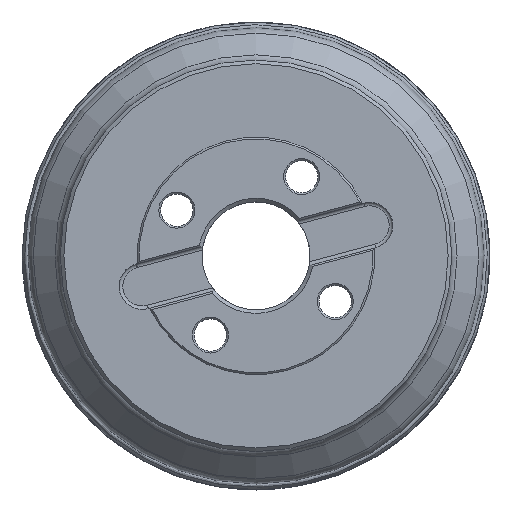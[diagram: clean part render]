
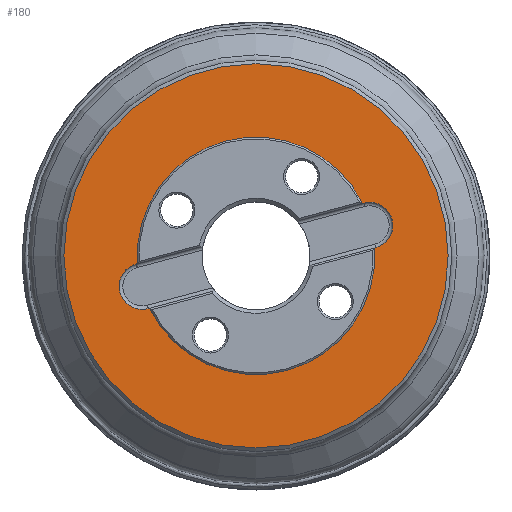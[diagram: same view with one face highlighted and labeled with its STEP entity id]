
A CAD part, top view. The second image highlights one B-rep face of the part: STEP entity #180.
In plain terms, the highlighted planar face has unit normal (0, 0, 1).
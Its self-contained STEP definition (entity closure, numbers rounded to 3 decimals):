
#87=PLANE('',#1168);
#180=ADVANCED_FACE('',(#367,#368),#87,.T.);
#281=LINE('',#1755,#315);
#282=LINE('',#1759,#316);
#283=LINE('',#1763,#317);
#284=LINE('',#1767,#318);
#315=VECTOR('',#1366,1.);
#316=VECTOR('',#1369,1.);
#317=VECTOR('',#1372,1.);
#318=VECTOR('',#1375,1.);
#367=FACE_BOUND('',#485,.T.);
#368=FACE_BOUND('',#486,.T.);
#485=EDGE_LOOP('',(#642));
#486=EDGE_LOOP('',(#643,#644,#645,#646,#647,#648,#649,#650));
#642=ORIENTED_EDGE('',*,*,#969,.T.);
#643=ORIENTED_EDGE('',*,*,#970,.T.);
#644=ORIENTED_EDGE('',*,*,#971,.T.);
#645=ORIENTED_EDGE('',*,*,#972,.T.);
#646=ORIENTED_EDGE('',*,*,#973,.T.);
#647=ORIENTED_EDGE('',*,*,#974,.T.);
#648=ORIENTED_EDGE('',*,*,#975,.T.);
#649=ORIENTED_EDGE('',*,*,#976,.T.);
#650=ORIENTED_EDGE('',*,*,#977,.T.);
#872=VERTEX_POINT('',#1751);
#873=VERTEX_POINT('',#1753);
#874=VERTEX_POINT('',#1754);
#875=VERTEX_POINT('',#1756);
#876=VERTEX_POINT('',#1758);
#877=VERTEX_POINT('',#1760);
#878=VERTEX_POINT('',#1762);
#879=VERTEX_POINT('',#1764);
#880=VERTEX_POINT('',#1766);
#969=EDGE_CURVE('',#872,#872,#1084,.T.);
#970=EDGE_CURVE('',#873,#874,#1085,.T.);
#971=EDGE_CURVE('',#874,#875,#281,.T.);
#972=EDGE_CURVE('',#875,#876,#1086,.T.);
#973=EDGE_CURVE('',#876,#877,#282,.T.);
#974=EDGE_CURVE('',#877,#878,#1087,.T.);
#975=EDGE_CURVE('',#878,#879,#283,.T.);
#976=EDGE_CURVE('',#879,#880,#1088,.T.);
#977=EDGE_CURVE('',#880,#873,#284,.T.);
#1084=CIRCLE('',#1163,106.75);
#1085=CIRCLE('',#1164,66.);
#1086=CIRCLE('',#1165,12.85);
#1087=CIRCLE('',#1166,66.);
#1088=CIRCLE('',#1167,12.85);
#1163=AXIS2_PLACEMENT_3D('',#1750,#1362,#1363);
#1164=AXIS2_PLACEMENT_3D('',#1752,#1364,#1365);
#1165=AXIS2_PLACEMENT_3D('',#1757,#1367,#1368);
#1166=AXIS2_PLACEMENT_3D('',#1761,#1370,#1371);
#1167=AXIS2_PLACEMENT_3D('',#1765,#1373,#1374);
#1168=AXIS2_PLACEMENT_3D('',#1768,#1376,#1377);
#1362=DIRECTION('',(0.,0.,1.));
#1363=DIRECTION('',(-1.,0.,0.));
#1364=DIRECTION('',(0.,0.,-1.));
#1365=DIRECTION('',(1.,0.,0.));
#1366=DIRECTION('',(-0.966,-0.259,0.));
#1367=DIRECTION('',(0.,0.,-1.));
#1368=DIRECTION('',(-1.,0.,0.));
#1369=DIRECTION('',(0.966,0.259,0.));
#1370=DIRECTION('',(0.,0.,-1.));
#1371=DIRECTION('',(1.,0.,0.));
#1372=DIRECTION('',(0.966,0.259,0.));
#1373=DIRECTION('',(0.,0.,-1.));
#1374=DIRECTION('',(-1.,0.,0.));
#1375=DIRECTION('',(-0.966,-0.259,0.));
#1376=DIRECTION('',(0.,0.,1.));
#1377=DIRECTION('',(-1.,0.,0.));
#1750=CARTESIAN_POINT('',(0.,0.,-1.));
#1751=CARTESIAN_POINT('',(-106.75,0.,-1.));
#1752=CARTESIAN_POINT('',(0.,0.,-1.));
#1753=CARTESIAN_POINT('',(65.857,4.343,-1.));
#1754=CARTESIAN_POINT('',(-59.205,-29.167,-1.));
#1755=CARTESIAN_POINT('',(-98.139,-39.6,-1.));
#1756=CARTESIAN_POINT('',(-59.846,-29.339,-1.));
#1757=CARTESIAN_POINT('',(-63.172,-16.927,-1.));
#1758=CARTESIAN_POINT('',(-66.497,-4.515,-1.));
#1759=CARTESIAN_POINT('',(-104.791,-14.775,-1.));
#1760=CARTESIAN_POINT('',(-65.857,-4.343,-1.));
#1761=CARTESIAN_POINT('',(0.,0.,-1.));
#1762=CARTESIAN_POINT('',(59.205,29.167,-1.));
#1763=CARTESIAN_POINT('',(-104.791,-14.775,-1.));
#1764=CARTESIAN_POINT('',(59.846,29.339,-1.));
#1765=CARTESIAN_POINT('',(63.172,16.927,-1.));
#1766=CARTESIAN_POINT('',(66.497,4.515,-1.));
#1767=CARTESIAN_POINT('',(-98.139,-39.6,-1.));
#1768=CARTESIAN_POINT('',(-108.75,0.,-1.));
